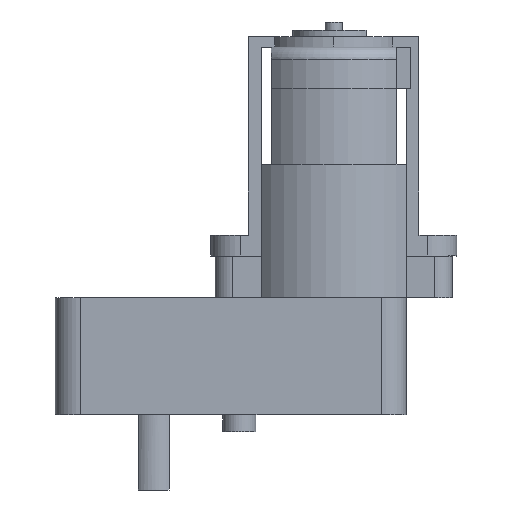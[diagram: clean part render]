
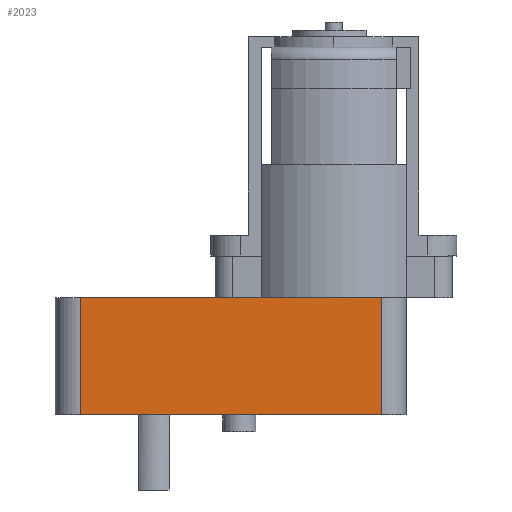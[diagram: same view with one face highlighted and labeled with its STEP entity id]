
A CAD part, left-side view. The second image highlights one B-rep face of the part: STEP entity #2023.
In plain terms, the highlighted planar face has unit normal (-1, 0, 0).
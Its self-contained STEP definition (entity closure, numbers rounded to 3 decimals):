
#1840 = CYLINDRICAL_SURFACE('',#1841,3.);
#1841 = AXIS2_PLACEMENT_3D('',#1842,#1843,#1844);
#1842 = CARTESIAN_POINT('',(-8.25,30.3,-7.));
#1843 = DIRECTION('',(-0.,-0.,-1.));
#1844 = DIRECTION('',(1.,0.,0.));
#1865 = VERTEX_POINT('',#1866);
#1866 = CARTESIAN_POINT('',(-11.25,30.3,7.));
#1881 = PLANE('',#1882);
#1882 = AXIS2_PLACEMENT_3D('',#1883,#1884,#1885);
#1883 = CARTESIAN_POINT('',(0.,12.3,7.));
#1884 = DIRECTION('',(0.,0.,1.));
#1885 = DIRECTION('',(1.,0.,0.));
#1893 = EDGE_CURVE('',#1894,#1865,#1896,.T.);
#1894 = VERTEX_POINT('',#1895);
#1895 = CARTESIAN_POINT('',(-11.25,30.3,-7.));
#1896 = SURFACE_CURVE('',#1897,(#1901,#1908),.PCURVE_S1.);
#1897 = LINE('',#1898,#1899);
#1898 = CARTESIAN_POINT('',(-11.25,30.3,-7.));
#1899 = VECTOR('',#1900,1.);
#1900 = DIRECTION('',(0.,0.,1.));
#1901 = PCURVE('',#1840,#1902);
#1902 = DEFINITIONAL_REPRESENTATION('',(#1903),#1907);
#1903 = LINE('',#1904,#1905);
#1904 = CARTESIAN_POINT('',(-3.142,0.));
#1905 = VECTOR('',#1906,1.);
#1906 = DIRECTION('',(-0.,-1.));
#1907 = ( GEOMETRIC_REPRESENTATION_CONTEXT(2) 
PARAMETRIC_REPRESENTATION_CONTEXT() REPRESENTATION_CONTEXT('2D SPACE',''
  ) );
#1908 = PCURVE('',#1909,#1914);
#1909 = PLANE('',#1910);
#1910 = AXIS2_PLACEMENT_3D('',#1911,#1912,#1913);
#1911 = CARTESIAN_POINT('',(-11.25,-5.7,-7.));
#1912 = DIRECTION('',(-1.,0.,0.));
#1913 = DIRECTION('',(0.,1.,0.));
#1914 = DEFINITIONAL_REPRESENTATION('',(#1915),#1919);
#1915 = LINE('',#1916,#1917);
#1916 = CARTESIAN_POINT('',(36.,0.));
#1917 = VECTOR('',#1918,1.);
#1918 = DIRECTION('',(0.,-1.));
#1919 = ( GEOMETRIC_REPRESENTATION_CONTEXT(2) 
PARAMETRIC_REPRESENTATION_CONTEXT() REPRESENTATION_CONTEXT('2D SPACE',''
  ) );
#1936 = PLANE('',#1937);
#1937 = AXIS2_PLACEMENT_3D('',#1938,#1939,#1940);
#1938 = CARTESIAN_POINT('',(0.,12.3,-7.));
#1939 = DIRECTION('',(0.,0.,1.));
#1940 = DIRECTION('',(1.,0.,0.));
#2023 = ADVANCED_FACE('',(#2024),#1909,.T.);
#2024 = FACE_BOUND('',#2025,.T.);
#2025 = EDGE_LOOP('',(#2026,#2056,#2077,#2078));
#2026 = ORIENTED_EDGE('',*,*,#2027,.T.);
#2027 = EDGE_CURVE('',#2028,#2030,#2032,.T.);
#2028 = VERTEX_POINT('',#2029);
#2029 = CARTESIAN_POINT('',(-11.25,-5.7,-7.));
#2030 = VERTEX_POINT('',#2031);
#2031 = CARTESIAN_POINT('',(-11.25,-5.7,7.));
#2032 = SURFACE_CURVE('',#2033,(#2037,#2044),.PCURVE_S1.);
#2033 = LINE('',#2034,#2035);
#2034 = CARTESIAN_POINT('',(-11.25,-5.7,-7.));
#2035 = VECTOR('',#2036,1.);
#2036 = DIRECTION('',(0.,0.,1.));
#2037 = PCURVE('',#1909,#2038);
#2038 = DEFINITIONAL_REPRESENTATION('',(#2039),#2043);
#2039 = LINE('',#2040,#2041);
#2040 = CARTESIAN_POINT('',(0.,0.));
#2041 = VECTOR('',#2042,1.);
#2042 = DIRECTION('',(0.,-1.));
#2043 = ( GEOMETRIC_REPRESENTATION_CONTEXT(2) 
PARAMETRIC_REPRESENTATION_CONTEXT() REPRESENTATION_CONTEXT('2D SPACE',''
  ) );
#2044 = PCURVE('',#2045,#2050);
#2045 = CYLINDRICAL_SURFACE('',#2046,3.);
#2046 = AXIS2_PLACEMENT_3D('',#2047,#2048,#2049);
#2047 = CARTESIAN_POINT('',(-8.25,-5.7,-7.));
#2048 = DIRECTION('',(-0.,-0.,-1.));
#2049 = DIRECTION('',(1.,0.,0.));
#2050 = DEFINITIONAL_REPRESENTATION('',(#2051),#2055);
#2051 = LINE('',#2052,#2053);
#2052 = CARTESIAN_POINT('',(-3.142,0.));
#2053 = VECTOR('',#2054,1.);
#2054 = DIRECTION('',(-0.,-1.));
#2055 = ( GEOMETRIC_REPRESENTATION_CONTEXT(2) 
PARAMETRIC_REPRESENTATION_CONTEXT() REPRESENTATION_CONTEXT('2D SPACE',''
  ) );
#2056 = ORIENTED_EDGE('',*,*,#2057,.T.);
#2057 = EDGE_CURVE('',#2030,#1865,#2058,.T.);
#2058 = SURFACE_CURVE('',#2059,(#2063,#2070),.PCURVE_S1.);
#2059 = LINE('',#2060,#2061);
#2060 = CARTESIAN_POINT('',(-11.25,-5.7,7.));
#2061 = VECTOR('',#2062,1.);
#2062 = DIRECTION('',(0.,1.,0.));
#2063 = PCURVE('',#1909,#2064);
#2064 = DEFINITIONAL_REPRESENTATION('',(#2065),#2069);
#2065 = LINE('',#2066,#2067);
#2066 = CARTESIAN_POINT('',(0.,-14.));
#2067 = VECTOR('',#2068,1.);
#2068 = DIRECTION('',(1.,0.));
#2069 = ( GEOMETRIC_REPRESENTATION_CONTEXT(2) 
PARAMETRIC_REPRESENTATION_CONTEXT() REPRESENTATION_CONTEXT('2D SPACE',''
  ) );
#2070 = PCURVE('',#1881,#2071);
#2071 = DEFINITIONAL_REPRESENTATION('',(#2072),#2076);
#2072 = LINE('',#2073,#2074);
#2073 = CARTESIAN_POINT('',(-11.25,-18.));
#2074 = VECTOR('',#2075,1.);
#2075 = DIRECTION('',(0.,1.));
#2076 = ( GEOMETRIC_REPRESENTATION_CONTEXT(2) 
PARAMETRIC_REPRESENTATION_CONTEXT() REPRESENTATION_CONTEXT('2D SPACE',''
  ) );
#2077 = ORIENTED_EDGE('',*,*,#1893,.F.);
#2078 = ORIENTED_EDGE('',*,*,#2079,.F.);
#2079 = EDGE_CURVE('',#2028,#1894,#2080,.T.);
#2080 = SURFACE_CURVE('',#2081,(#2085,#2092),.PCURVE_S1.);
#2081 = LINE('',#2082,#2083);
#2082 = CARTESIAN_POINT('',(-11.25,-5.7,-7.));
#2083 = VECTOR('',#2084,1.);
#2084 = DIRECTION('',(0.,1.,0.));
#2085 = PCURVE('',#1909,#2086);
#2086 = DEFINITIONAL_REPRESENTATION('',(#2087),#2091);
#2087 = LINE('',#2088,#2089);
#2088 = CARTESIAN_POINT('',(0.,0.));
#2089 = VECTOR('',#2090,1.);
#2090 = DIRECTION('',(1.,0.));
#2091 = ( GEOMETRIC_REPRESENTATION_CONTEXT(2) 
PARAMETRIC_REPRESENTATION_CONTEXT() REPRESENTATION_CONTEXT('2D SPACE',''
  ) );
#2092 = PCURVE('',#1936,#2093);
#2093 = DEFINITIONAL_REPRESENTATION('',(#2094),#2098);
#2094 = LINE('',#2095,#2096);
#2095 = CARTESIAN_POINT('',(-11.25,-18.));
#2096 = VECTOR('',#2097,1.);
#2097 = DIRECTION('',(0.,1.));
#2098 = ( GEOMETRIC_REPRESENTATION_CONTEXT(2) 
PARAMETRIC_REPRESENTATION_CONTEXT() REPRESENTATION_CONTEXT('2D SPACE',''
  ) );
